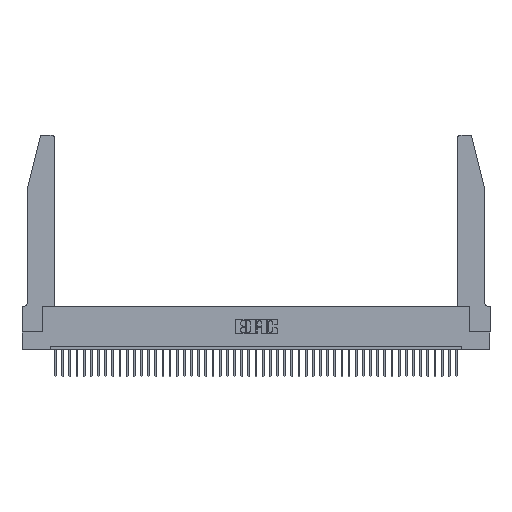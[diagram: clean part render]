
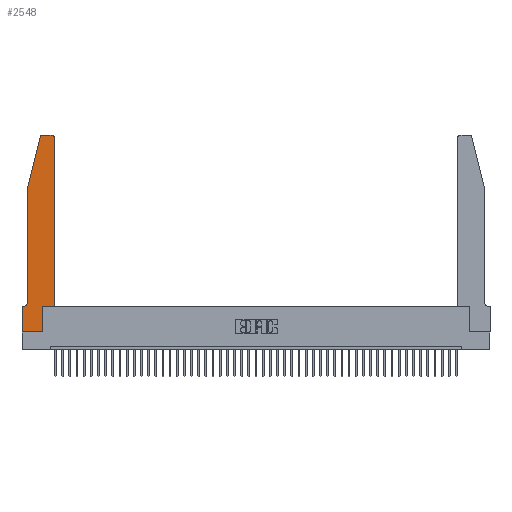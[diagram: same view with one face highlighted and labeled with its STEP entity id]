
A CAD part, top view. The second image highlights one B-rep face of the part: STEP entity #2548.
In plain terms, the highlighted planar face has unit normal (0, 0, 1).
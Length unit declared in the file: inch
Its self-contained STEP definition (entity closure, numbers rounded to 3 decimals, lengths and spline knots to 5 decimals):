
#280 = VERTEX_POINT ( 'NONE', #21442 ) ;
#2097 = EDGE_CURVE ( 'NONE', #18064, #4900, #25819, .T. ) ;
#2548 = ADVANCED_FACE ( 'NONE', ( #35152 ), #11275, .T. ) ;
#3606 = CARTESIAN_POINT ( 'NONE',  ( 0., 0., 0.37 ) ) ;
#4510 = CARTESIAN_POINT ( 'NONE',  ( 0.0755, 2., 0.37 ) ) ;
#4515 = VERTEX_POINT ( 'NONE', #43832 ) ;
#4813 = CIRCLE ( 'NONE', #25102, 0.03 ) ;
#4900 = VERTEX_POINT ( 'NONE', #15754 ) ;
#5239 = ORIENTED_EDGE ( 'NONE', *, *, #17995, .T. ) ;
#5518 = VECTOR ( 'NONE', #7311, 39.37008 ) ;
#5795 = AXIS2_PLACEMENT_3D ( 'NONE', #6573, #43406, #6165 ) ;
#6044 = VECTOR ( 'NONE', #13909, 39.37008 ) ;
#6165 = DIRECTION ( 'NONE',  ( -1., 0., 0. ) ) ;
#6296 = EDGE_CURVE ( 'NONE', #4900, #17391, #15440, .T. ) ;
#6463 = LINE ( 'NONE', #27556, #36131 ) ;
#6573 = CARTESIAN_POINT ( 'NONE',  ( 0.0055, 0.42, 0.37 ) ) ;
#6706 = CARTESIAN_POINT ( 'NONE',  ( 0.4205, 2.75, 0.37 ) ) ;
#6896 = EDGE_CURVE ( 'NONE', #28122, #10754, #10395, .T. ) ;
#7311 = DIRECTION ( 'NONE',  ( 1., 0., 0. ) ) ;
#8019 = EDGE_CURVE ( 'NONE', #29367, #4515, #26784, .T. ) ;
#8022 = AXIS2_PLACEMENT_3D ( 'NONE', #15443, #39359, #39677 ) ;
#8255 = DIRECTION ( 'NONE',  ( 0., 0., 1. ) ) ;
#9404 = CARTESIAN_POINT ( 'NONE',  ( 0.0055, 0.35, 0.37 ) ) ;
#9485 = EDGE_CURVE ( 'NONE', #28799, #29881, #26607, .T. ) ;
#10375 = DIRECTION ( 'NONE',  ( 1., 0., 0. ) ) ;
#10395 = LINE ( 'NONE', #26190, #21390 ) ;
#10754 = VERTEX_POINT ( 'NONE', #3606 ) ;
#11275 = PLANE ( 'NONE',  #8022 ) ;
#11484 = CARTESIAN_POINT ( 'NONE',  ( 0.4205, 2.72, 0.37 ) ) ;
#12372 = LINE ( 'NONE', #18674, #28878 ) ;
#12925 = ORIENTED_EDGE ( 'NONE', *, *, #6896, .T. ) ;
#13909 = DIRECTION ( 'NONE',  ( 1., 0., 0. ) ) ;
#15440 = LINE ( 'NONE', #24324, #6044 ) ;
#15443 = CARTESIAN_POINT ( 'NONE',  ( 0., 0.35, 0.37 ) ) ;
#15754 = CARTESIAN_POINT ( 'NONE',  ( 0.2865, 0.35, 0.37 ) ) ;
#16702 = ORIENTED_EDGE ( 'NONE', *, *, #2097, .T. ) ;
#16976 = EDGE_LOOP ( 'NONE', ( #40920, #36257, #27319, #5239, #29288, #33173, #12925, #38007, #16702, #25991, #28229, #40370 ) ) ;
#16992 = LINE ( 'NONE', #26418, #40560 ) ;
#17391 = VERTEX_POINT ( 'NONE', #42508 ) ;
#17995 = EDGE_CURVE ( 'NONE', #4515, #28799, #6463, .T. ) ;
#18064 = VERTEX_POINT ( 'NONE', #24243 ) ;
#18222 = DIRECTION ( 'NONE',  ( 1., 0., 0. ) ) ;
#18674 = CARTESIAN_POINT ( 'NONE',  ( 0.0755, 0.35, 0.37 ) ) ;
#19131 = DIRECTION ( 'NONE',  ( -1., 0., 0. ) ) ;
#21280 = CARTESIAN_POINT ( 'NONE',  ( 0., 0., 0.37 ) ) ;
#21390 = VECTOR ( 'NONE', #30128, 39.37008 ) ;
#21417 = EDGE_CURVE ( 'NONE', #17391, #280, #39072, .T. ) ;
#21442 = CARTESIAN_POINT ( 'NONE',  ( 0.4505, 2.72, 0.37 ) ) ;
#21479 = AXIS2_PLACEMENT_3D ( 'NONE', #30911, #45192, #10375 ) ;
#22207 = DIRECTION ( 'NONE',  ( -0.239, -0.971, 0. ) ) ;
#22889 = EDGE_CURVE ( 'NONE', #34250, #29367, #32295, .T. ) ;
#23070 = VECTOR ( 'NONE', #41625, 39.37008 ) ;
#23337 = DIRECTION ( 'NONE',  ( -1., 0., 0. ) ) ;
#24205 = CARTESIAN_POINT ( 'NONE',  ( 0.2865, 0.35, 0.37 ) ) ;
#24243 = CARTESIAN_POINT ( 'NONE',  ( 0.2865, 0., 0.37 ) ) ;
#24324 = CARTESIAN_POINT ( 'NONE',  ( 0.4505, 0.35, 0.37 ) ) ;
#24785 = VECTOR ( 'NONE', #35173, 39.37008 ) ;
#25102 = AXIS2_PLACEMENT_3D ( 'NONE', #11484, #8255, #18222 ) ;
#25819 = LINE ( 'NONE', #24205, #23070 ) ;
#25982 = EDGE_CURVE ( 'NONE', #10754, #18064, #32461, .T. ) ;
#25991 = ORIENTED_EDGE ( 'NONE', *, *, #6296, .T. ) ;
#26190 = CARTESIAN_POINT ( 'NONE',  ( 0., 0., 0.37 ) ) ;
#26300 = VERTEX_POINT ( 'NONE', #6706 ) ;
#26418 = CARTESIAN_POINT ( 'NONE',  ( 0.2605, 2.75, 0.37 ) ) ;
#26607 = CIRCLE ( 'NONE', #5795, 0.07 ) ;
#26784 = LINE ( 'NONE', #4510, #33931 ) ;
#27319 = ORIENTED_EDGE ( 'NONE', *, *, #8019, .T. ) ;
#27556 = CARTESIAN_POINT ( 'NONE',  ( 0.0755, 2., 0.37 ) ) ;
#27728 = EDGE_CURVE ( 'NONE', #26300, #34250, #16992, .T. ) ;
#27844 = CARTESIAN_POINT ( 'NONE',  ( 0.0755, 0.42, 0.37 ) ) ;
#27973 = CARTESIAN_POINT ( 'NONE',  ( 0.284, 2.75, 0.37 ) ) ;
#28122 = VERTEX_POINT ( 'NONE', #39491 ) ;
#28229 = ORIENTED_EDGE ( 'NONE', *, *, #21417, .T. ) ;
#28799 = VERTEX_POINT ( 'NONE', #27844 ) ;
#28878 = VECTOR ( 'NONE', #19131, 39.37008 ) ;
#29288 = ORIENTED_EDGE ( 'NONE', *, *, #9485, .T. ) ;
#29367 = VERTEX_POINT ( 'NONE', #32348 ) ;
#29881 = VERTEX_POINT ( 'NONE', #9404 ) ;
#30128 = DIRECTION ( 'NONE',  ( 0., -1., 0. ) ) ;
#30911 = CARTESIAN_POINT ( 'NONE',  ( 0.284, 2.72, 0.37 ) ) ;
#31279 = CARTESIAN_POINT ( 'NONE',  ( 0.4505, 0.35, 0.37 ) ) ;
#32295 = CIRCLE ( 'NONE', #21479, 0.03 ) ;
#32348 = CARTESIAN_POINT ( 'NONE',  ( 0.25487, 2.72718, 0.37 ) ) ;
#32461 = LINE ( 'NONE', #21280, #5518 ) ;
#33173 = ORIENTED_EDGE ( 'NONE', *, *, #34550, .T. ) ;
#33451 = DIRECTION ( 'NONE',  ( 0., -1., 0. ) ) ;
#33931 = VECTOR ( 'NONE', #22207, 39.37008 ) ;
#34250 = VERTEX_POINT ( 'NONE', #27973 ) ;
#34550 = EDGE_CURVE ( 'NONE', #29881, #28122, #12372, .T. ) ;
#35152 = FACE_OUTER_BOUND ( 'NONE', #16976, .T. ) ;
#35173 = DIRECTION ( 'NONE',  ( 0., 1., 0. ) ) ;
#36131 = VECTOR ( 'NONE', #33451, 39.37008 ) ;
#36257 = ORIENTED_EDGE ( 'NONE', *, *, #22889, .T. ) ;
#38007 = ORIENTED_EDGE ( 'NONE', *, *, #25982, .T. ) ;
#38447 = EDGE_CURVE ( 'NONE', #280, #26300, #4813, .T. ) ;
#39072 = LINE ( 'NONE', #31279, #24785 ) ;
#39359 = DIRECTION ( 'NONE',  ( 0., 0., 1. ) ) ;
#39491 = CARTESIAN_POINT ( 'NONE',  ( 0., 0.35, 0.37 ) ) ;
#39677 = DIRECTION ( 'NONE',  ( 1., 0., 0. ) ) ;
#40370 = ORIENTED_EDGE ( 'NONE', *, *, #38447, .T. ) ;
#40560 = VECTOR ( 'NONE', #23337, 39.37008 ) ;
#40920 = ORIENTED_EDGE ( 'NONE', *, *, #27728, .T. ) ;
#41625 = DIRECTION ( 'NONE',  ( 0., 1., 0. ) ) ;
#42508 = CARTESIAN_POINT ( 'NONE',  ( 0.4505, 0.35, 0.37 ) ) ;
#43406 = DIRECTION ( 'NONE',  ( 0., 0., -1. ) ) ;
#43832 = CARTESIAN_POINT ( 'NONE',  ( 0.0755, 2., 0.37 ) ) ;
#45192 = DIRECTION ( 'NONE',  ( 0., 0., 1. ) ) ;
